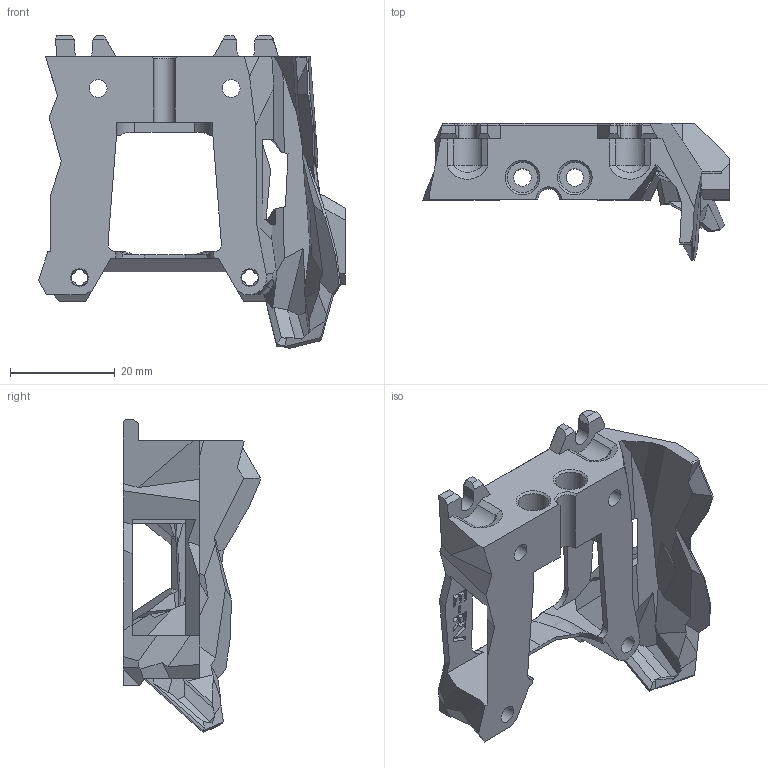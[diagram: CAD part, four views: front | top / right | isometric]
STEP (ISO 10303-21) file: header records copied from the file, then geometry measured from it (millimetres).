
FILE_DESCRIPTION(/* description */ (''),/* implementation_level */ '2;1');
FILE_NAME(/* name */ 'Stealthburner_Printhead_RevoVoron.step',/* time_stamp */ '2022-12-20T09:41:19-08:00',/* author */ (''),/* organization */ (''),/* preprocessor_version */ 'ST-DEVELOPER v19.2',/* originating_system */ 'Autodesk Translation Framework v11.17.0.187',/* authorisation */ '');
FILE_SCHEMA (('AUTOMOTIVE_DESIGN { 1 0 10303 214 3 1 1 }'));
Length unit declared in the file: millimetre
Products named in the file (1): Stealthburner_Printhead_RevoVoron
Bounding box: 58.57 x 26.26 x 59.7 mm (x, y, z)
Volume: 15430.8 mm3; surface area: 10371.8 mm2
Topology: 1 solids, 1 shells, 523 faces, 1523 edges, 982 vertices
Faces by surface type: plane 412, cylinder 65, bspline 29, cone 17
Full cylindrical faces by diameter (mm): 3.305 x2, 3.4 x6, 5.8 x2, 6 x2
Entity records: 18094 total; most frequent: CARTESIAN_POINT 4369, ORIENTED_EDGE 3046, DIRECTION 2563, EDGE_CURVE 1523, LINE 1243, VECTOR 1243, VERTEX_POINT 982, AXIS2_PLACEMENT_3D 660
